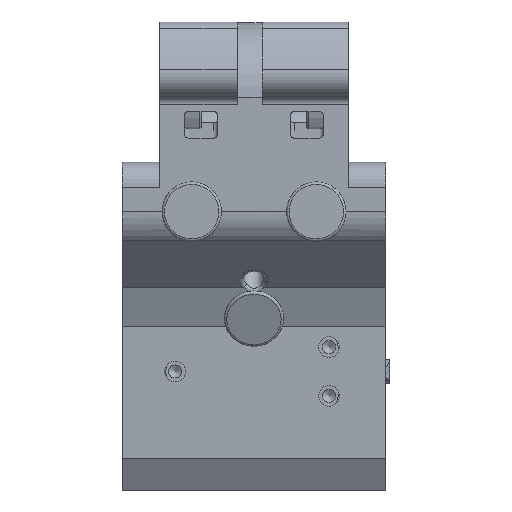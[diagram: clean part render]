
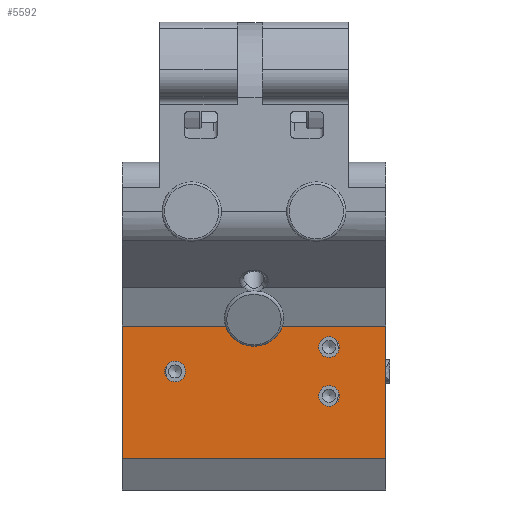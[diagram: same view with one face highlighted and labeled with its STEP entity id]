
A CAD part, front view. The second image highlights one B-rep face of the part: STEP entity #5592.
In plain terms, the highlighted planar face has unit normal (0, -1, 0).
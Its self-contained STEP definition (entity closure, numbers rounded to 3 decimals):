
#265=FACE_BOUND('',#1002,.T.);
#266=FACE_BOUND('',#1003,.T.);
#267=FACE_BOUND('',#1004,.T.);
#450=PLANE('',#6085);
#649=FACE_OUTER_BOUND('',#1001,.T.);
#1001=EDGE_LOOP('',(#4602,#4603,#4604,#4605));
#1002=EDGE_LOOP('',(#4606));
#1003=EDGE_LOOP('',(#4607));
#1004=EDGE_LOOP('',(#4608));
#1380=CIRCLE('',#5947,1.25);
#1382=CIRCLE('',#5950,1.25);
#1384=CIRCLE('',#5953,1.25);
#1597=LINE('',#8265,#2003);
#1599=LINE('',#8269,#2005);
#1695=LINE('',#8480,#2101);
#1783=LINE('',#9350,#2189);
#2003=VECTOR('',#6481,31.75);
#2005=VECTOR('',#6485,15.943);
#2101=VECTOR('',#6603,15.943);
#2189=VECTOR('',#6909,31.75);
#2411=VERTEX_POINT('',#8262);
#2412=VERTEX_POINT('',#8264);
#2413=VERTEX_POINT('',#8268);
#2517=VERTEX_POINT('',#8478);
#2660=VERTEX_POINT('',#9452);
#2662=VERTEX_POINT('',#9457);
#2664=VERTEX_POINT('',#9462);
#2955=EDGE_CURVE('',#2412,#2411,#1597,.T.);
#2957=EDGE_CURVE('',#2412,#2413,#1599,.T.);
#3063=EDGE_CURVE('',#2411,#2517,#1695,.T.);
#3243=EDGE_CURVE('',#2413,#2517,#1783,.T.);
#3273=EDGE_CURVE('',#2660,#2660,#1380,.T.);
#3275=EDGE_CURVE('',#2662,#2662,#1382,.T.);
#3277=EDGE_CURVE('',#2664,#2664,#1384,.T.);
#4602=ORIENTED_EDGE('',*,*,#3063,.T.);
#4603=ORIENTED_EDGE('',*,*,#3243,.F.);
#4604=ORIENTED_EDGE('',*,*,#2957,.F.);
#4605=ORIENTED_EDGE('',*,*,#2955,.T.);
#4606=ORIENTED_EDGE('',*,*,#3273,.T.);
#4607=ORIENTED_EDGE('',*,*,#3275,.T.);
#4608=ORIENTED_EDGE('',*,*,#3277,.T.);
#5592=ADVANCED_FACE('',(#649,#265,#266,#267),#450,.F.);
#5947=AXIS2_PLACEMENT_3D('',#9453,#6989,#6990);
#5950=AXIS2_PLACEMENT_3D('',#9458,#6995,#6996);
#5953=AXIS2_PLACEMENT_3D('',#9463,#7001,#7002);
#6085=AXIS2_PLACEMENT_3D('',#9746,#7328,#7329);
#6481=DIRECTION('',(1.,0.,0.));
#6485=DIRECTION('',(0.,0.,1.));
#6603=DIRECTION('',(0.,0.,1.));
#6909=DIRECTION('',(1.,0.,0.));
#6989=DIRECTION('center_axis',(0.,1.,0.));
#6990=DIRECTION('ref_axis',(1.,0.,0.));
#6995=DIRECTION('center_axis',(0.,1.,0.));
#6996=DIRECTION('ref_axis',(1.,0.,0.));
#7001=DIRECTION('center_axis',(0.,1.,0.));
#7002=DIRECTION('ref_axis',(1.,0.,0.));
#7328=DIRECTION('center_axis',(0.,1.,0.));
#7329=DIRECTION('ref_axis',(0.,0.,1.));
#8262=CARTESIAN_POINT('',(15.875,0.,-43.444));
#8264=CARTESIAN_POINT('',(-15.875,0.,-43.444));
#8265=CARTESIAN_POINT('',(-15.875,0.,-43.444));
#8268=CARTESIAN_POINT('',(-15.875,0.,-27.501));
#8269=CARTESIAN_POINT('',(-15.875,0.,-43.444));
#8478=CARTESIAN_POINT('',(15.875,0.,-27.501));
#8480=CARTESIAN_POINT('',(15.875,0.,-43.444));
#9350=CARTESIAN_POINT('',(-15.875,0.,-27.501));
#9452=CARTESIAN_POINT('',(-10.75,0.,-32.975));
#9453=CARTESIAN_POINT('Origin',(-9.5,0.,-32.975));
#9457=CARTESIAN_POINT('',(7.785,0.,-30.039));
#9458=CARTESIAN_POINT('Origin',(9.035,0.,-30.039));
#9462=CARTESIAN_POINT('',(7.785,0.,-35.911));
#9463=CARTESIAN_POINT('Origin',(9.035,0.,-35.911));
#9746=CARTESIAN_POINT('Origin',(-15.875,0.,-24.795));
